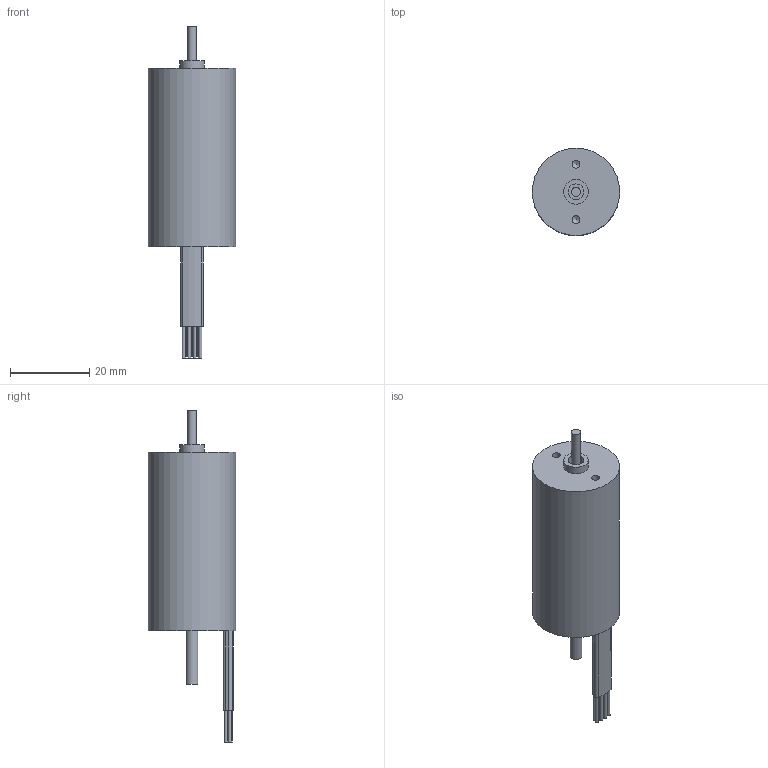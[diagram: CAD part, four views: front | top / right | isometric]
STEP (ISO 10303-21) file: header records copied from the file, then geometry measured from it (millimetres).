
FILE_DESCRIPTION((''),'2;1');
FILE_NAME('DB22M.stp','2012-11-22T11:50:21',('wei_j'),(''),'Autodesk Inventor 2010','Autodesk Inventor 2010','');
FILE_SCHEMA(('AUTOMOTIVE_DESIGN { 1 0 10303 214 1 1 1 1 }'));
Length unit declared in the file: millimetre
Products named in the file (1): DB22M
Bounding box: 22 x 22 x 83.7 mm (x, y, z)
Volume: 17395 mm3; surface area: 5402.5 mm2
Topology: 2 solids, 2 shells, 62 faces, 135 edges, 90 vertices
Faces by surface type: cylinder 31, plane 23, bspline 8
Full cylindrical faces by diameter (mm): 0.8 x8, 2.28 x1, 3 x1, 4 x1, 6.2 x1, 22 x1
Entity records: 1688 total; most frequent: CARTESIAN_POINT 387, DIRECTION 286, ORIENTED_EDGE 212, AXIS2_PLACEMENT_3D 125, EDGE_CURVE 106, EDGE_LOOP 98, VERTEX_POINT 82, CIRCLE 70
